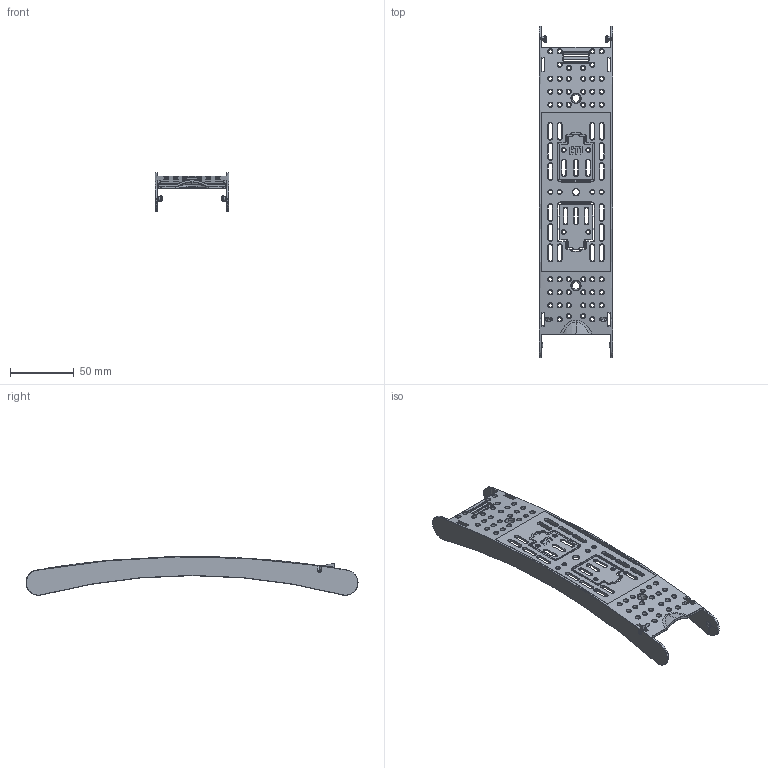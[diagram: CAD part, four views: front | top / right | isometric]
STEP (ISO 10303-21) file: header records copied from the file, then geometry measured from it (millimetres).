
FILE_DESCRIPTION((''),'2;1');
FILE_NAME('0000046851','2018-05-28T',('matic.bajda'),('Audax d.o.o.'),'CREO PARAMETRIC BY PTC INC, 2016260','CREO PARAMETRIC BY PTC INC, 2016260','');
FILE_SCHEMA(('AUTOMOTIVE_DESIGN { 1 0 10303 214 1 1 1 1 }'));
Products named in the file (1): 0000046851
Bounding box: 58 x 261.1 x 30.39 mm (x, y, z)
Volume: 35805 mm3; surface area: 46744.4 mm2
Topology: 1 solids, 1 shells, 1975 faces, 5075 edges, 2994 vertices
Faces by surface type: cylinder 637, plane 432, bspline 398, torus 246, sphere 158, cone 104
Entity records: 98271 total; most frequent: CARTESIAN_POINT 38136, ORIENTED_EDGE 9926, DIRECTION 8513, PRESENTATION_STYLE_ASSIGNMENT 4967, STYLED_ITEM 4964, CURVE_STYLE 4963, EDGE_CURVE 4963, AXIS2_PLACEMENT_3D 3280
